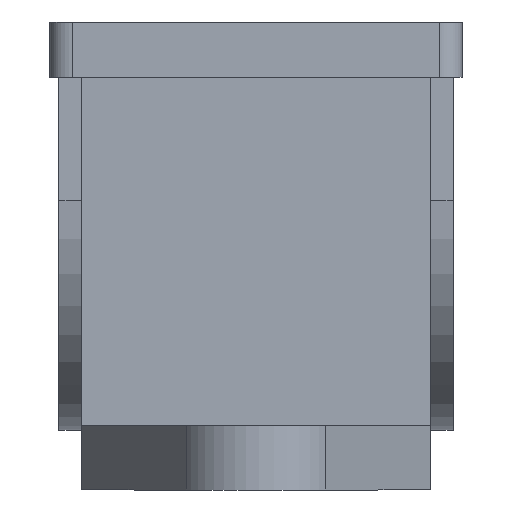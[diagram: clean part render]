
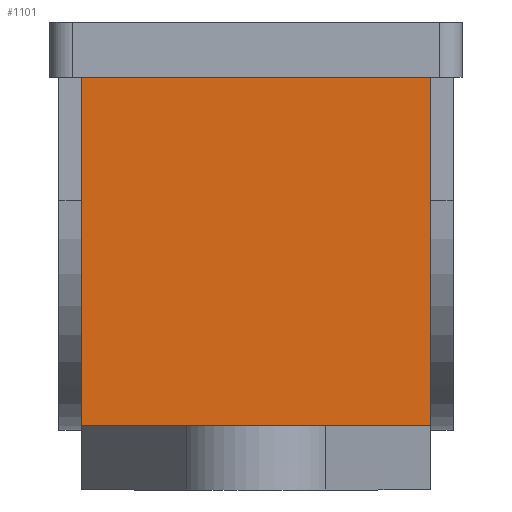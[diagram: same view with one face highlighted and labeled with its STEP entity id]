
A CAD part, left-side view. The second image highlights one B-rep face of the part: STEP entity #1101.
In plain terms, the highlighted free-form (B-spline) face has degree [1, 1] with [2, 2] control points.
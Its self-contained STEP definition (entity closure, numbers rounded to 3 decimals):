
#367 = EDGE_CURVE('',#368,#370,#372,.T.);
#368 = VERTEX_POINT('',#369);
#369 = CARTESIAN_POINT('',(-60.89,26.293,
    62.273));
#370 = VERTEX_POINT('',#371);
#371 = CARTESIAN_POINT('',(-60.89,-26.293,
    62.273));
#372 = B_SPLINE_CURVE_WITH_KNOTS('',1,(#373,#374),.UNSPECIFIED.,.F.,.F.,
  (2,2),(-9.5,28.5),.PIECEWISE_BEZIER_KNOTS.);
#373 = CARTESIAN_POINT('',(-60.89,26.293,
    62.273));
#374 = CARTESIAN_POINT('',(-60.89,-26.293,
    62.273));
#1101 = ADVANCED_FACE('',(#1102),#1124,.F.);
#1102 = FACE_BOUND('',#1103,.F.);
#1103 = EDGE_LOOP('',(#1104,#1113,#1118,#1119));
#1104 = ORIENTED_EDGE('',*,*,#1105,.F.);
#1105 = EDGE_CURVE('',#1106,#1108,#1110,.T.);
#1106 = VERTEX_POINT('',#1107);
#1107 = CARTESIAN_POINT('',(-60.89,26.293,
    9.687));
#1108 = VERTEX_POINT('',#1109);
#1109 = CARTESIAN_POINT('',(-60.89,-26.293,
    9.687));
#1110 = B_SPLINE_CURVE_WITH_KNOTS('',1,(#1111,#1112),.UNSPECIFIED.,.F.,
  .F.,(2,2),(0.,38.),.PIECEWISE_BEZIER_KNOTS.);
#1111 = CARTESIAN_POINT('',(-60.89,26.293,
    9.687));
#1112 = CARTESIAN_POINT('',(-60.89,-26.293,
    9.687));
#1113 = ORIENTED_EDGE('',*,*,#1114,.T.);
#1114 = EDGE_CURVE('',#1106,#368,#1115,.T.);
#1115 = B_SPLINE_CURVE_WITH_KNOTS('',1,(#1116,#1117),.UNSPECIFIED.,.F.,
  .F.,(2,2),(0.,38.),.PIECEWISE_BEZIER_KNOTS.);
#1116 = CARTESIAN_POINT('',(-60.89,26.293,
    9.687));
#1117 = CARTESIAN_POINT('',(-60.89,26.293,
    62.273));
#1118 = ORIENTED_EDGE('',*,*,#367,.T.);
#1119 = ORIENTED_EDGE('',*,*,#1120,.F.);
#1120 = EDGE_CURVE('',#1108,#370,#1121,.T.);
#1121 = B_SPLINE_CURVE_WITH_KNOTS('',1,(#1122,#1123),.UNSPECIFIED.,.F.,
  .F.,(2,2),(0.,38.),.PIECEWISE_BEZIER_KNOTS.);
#1122 = CARTESIAN_POINT('',(-60.89,-26.293,
    9.687));
#1123 = CARTESIAN_POINT('',(-60.89,-26.293,
    62.273));
#1124 = B_SPLINE_SURFACE_WITH_KNOTS('',1,1,(
    (#1125,#1126)
    ,(#1127,#1128
    )),.UNSPECIFIED.,.F.,.F.,.F.,(2,2),(2,2),(0.,38.),(-38.,0.),
  .PIECEWISE_BEZIER_KNOTS.);
#1125 = CARTESIAN_POINT('',(-60.89,26.293,
    62.273));
#1126 = CARTESIAN_POINT('',(-60.89,26.293,
    9.687));
#1127 = CARTESIAN_POINT('',(-60.89,-26.293,
    62.273));
#1128 = CARTESIAN_POINT('',(-60.89,-26.293,
    9.687));
